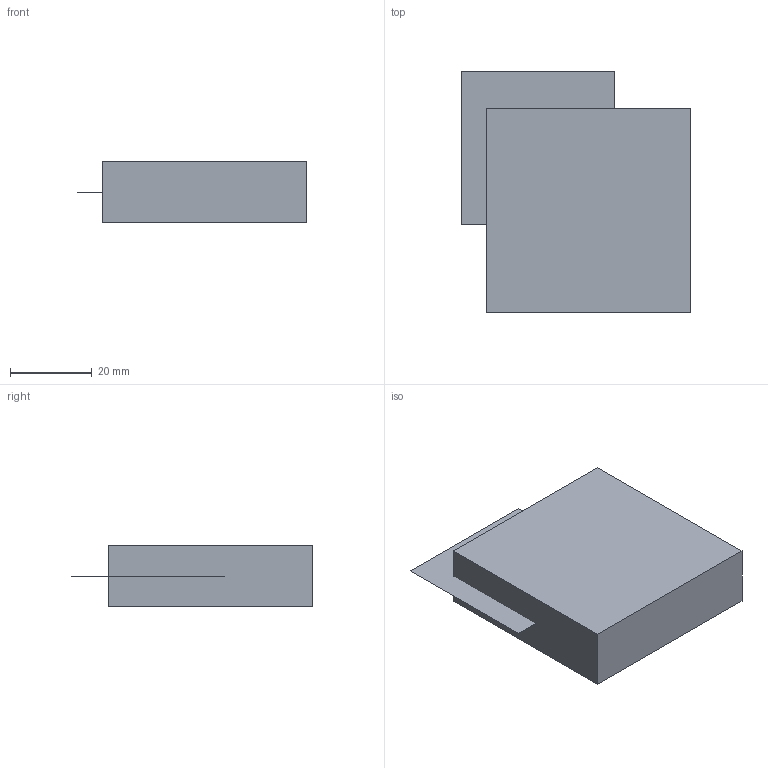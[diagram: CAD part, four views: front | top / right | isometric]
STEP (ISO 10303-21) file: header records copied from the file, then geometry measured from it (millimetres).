
FILE_DESCRIPTION(/* description */ (''),/* implementation_level */ '2;1');
FILE_NAME(/* name */ 'BafflePartialSplitExtended.step',/* time_stamp */ '2025-07-15T21:14:04-05:00',/* author */ (''),/* organization */ (''),/* preprocessor_version */ 'ST-DEVELOPER v20.1',/* originating_system */ 'Autodesk Translation Framework v14.10.0.0',/* authorisation */ '');
FILE_SCHEMA (('AUTOMOTIVE_DESIGN { 1 0 10303 214 3 1 1 }'));
Length unit declared in the file: millimetre
Products named in the file (3): BafflePartialSplitExtended; main_body; baffle_body
Assembly tree (2 placements, depth 2):
  BafflePartialSplitExtended
    main_body
    baffle_body
Bounding box: 56 x 59 x 15 mm (x, y, z)
Volume: 37500 mm3; surface area: 9406.2 mm2
Topology: 1 solids, 2 shells, 7 faces, 16 edges, 12 vertices
Faces by surface type: plane 7
Entity records: 283 total; most frequent: DIRECTION 40, CARTESIAN_POINT 40, ORIENTED_EDGE 28, LINE 16, VECTOR 16, EDGE_CURVE 16, VERTEX_POINT 12, AXIS2_PLACEMENT_3D 12
